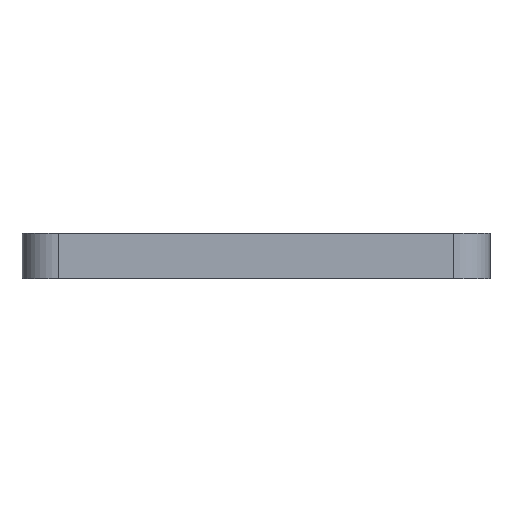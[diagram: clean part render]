
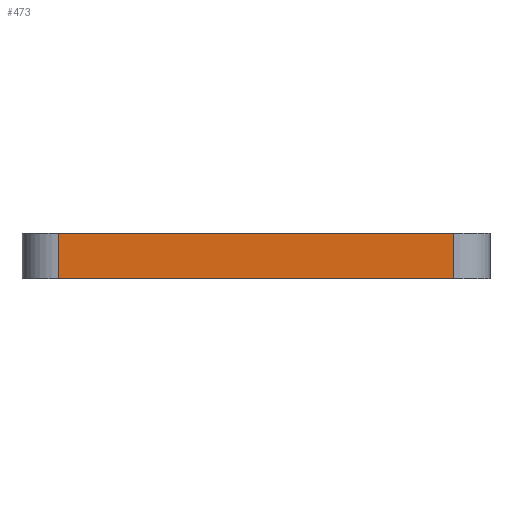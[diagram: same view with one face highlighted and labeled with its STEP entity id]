
A CAD part, left-side view. The second image highlights one B-rep face of the part: STEP entity #473.
In plain terms, the highlighted planar face has unit normal (-1, 0, 0).
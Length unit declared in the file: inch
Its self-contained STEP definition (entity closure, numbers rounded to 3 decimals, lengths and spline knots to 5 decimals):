
#6 = PLANE ( 'NONE',  #1008 ) ;
#17 = EDGE_CURVE ( 'NONE', #312, #616, #568, .T. ) ;
#117 = LINE ( 'NONE', #629, #501 ) ;
#182 = DIRECTION ( 'NONE',  ( 0., -1., 0. ) ) ;
#197 = DIRECTION ( 'NONE',  ( 0., 0., -1. ) ) ;
#201 = CARTESIAN_POINT ( 'NONE',  ( 338.88847, 114.68838, 0.25 ) ) ;
#205 = DIRECTION ( 'NONE',  ( 0., -1., 0. ) ) ;
#312 = VERTEX_POINT ( 'NONE', #1002 ) ;
#343 = VERTEX_POINT ( 'NONE', #366 ) ;
#366 = CARTESIAN_POINT ( 'NONE',  ( 338.88847, 116.83838, 0.25 ) ) ;
#427 = DIRECTION ( 'NONE',  ( 0., 1., 0. ) ) ;
#443 = CARTESIAN_POINT ( 'NONE',  ( 338.88847, 114.68838, 0.25 ) ) ;
#473 = ADVANCED_FACE ( 'NONE', ( #879 ), #6, .F. ) ;
#501 = VECTOR ( 'NONE', #1295, 39.37008 ) ;
#514 = CARTESIAN_POINT ( 'NONE',  ( 338.88847, 114.68838, 0. ) ) ;
#568 = LINE ( 'NONE', #1044, #576 ) ;
#576 = VECTOR ( 'NONE', #205, 39.37008 ) ;
#616 = VERTEX_POINT ( 'NONE', #514 ) ;
#629 = CARTESIAN_POINT ( 'NONE',  ( 338.88847, 116.83838, 0.25 ) ) ;
#689 = EDGE_CURVE ( 'NONE', #343, #312, #117, .T. ) ;
#699 = CARTESIAN_POINT ( 'NONE',  ( 338.88847, 114.68838, 0.25 ) ) ;
#728 = VECTOR ( 'NONE', #182, 39.37008 ) ;
#744 = VERTEX_POINT ( 'NONE', #443 ) ;
#745 = LINE ( 'NONE', #804, #728 ) ;
#787 = VECTOR ( 'NONE', #197, 39.37008 ) ;
#804 = CARTESIAN_POINT ( 'NONE',  ( 338.88847, 114.68838, 0.25 ) ) ;
#879 = FACE_OUTER_BOUND ( 'NONE', #1046, .T. ) ;
#950 = LINE ( 'NONE', #699, #787 ) ;
#1002 = CARTESIAN_POINT ( 'NONE',  ( 338.88847, 116.83838, 0. ) ) ;
#1008 = AXIS2_PLACEMENT_3D ( 'NONE', #201, #1040, #427 ) ;
#1028 = ORIENTED_EDGE ( 'NONE', *, *, #17, .T. ) ;
#1035 = ORIENTED_EDGE ( 'NONE', *, *, #1143, .F. ) ;
#1040 = DIRECTION ( 'NONE',  ( 1., 0., 0. ) ) ;
#1044 = CARTESIAN_POINT ( 'NONE',  ( 338.88847, 114.68838, 0. ) ) ;
#1046 = EDGE_LOOP ( 'NONE', ( #1028, #1035, #1062, #1068 ) ) ;
#1062 = ORIENTED_EDGE ( 'NONE', *, *, #1166, .F. ) ;
#1068 = ORIENTED_EDGE ( 'NONE', *, *, #689, .T. ) ;
#1143 = EDGE_CURVE ( 'NONE', #744, #616, #950, .T. ) ;
#1166 = EDGE_CURVE ( 'NONE', #343, #744, #745, .T. ) ;
#1295 = DIRECTION ( 'NONE',  ( 0., 0., -1. ) ) ;
